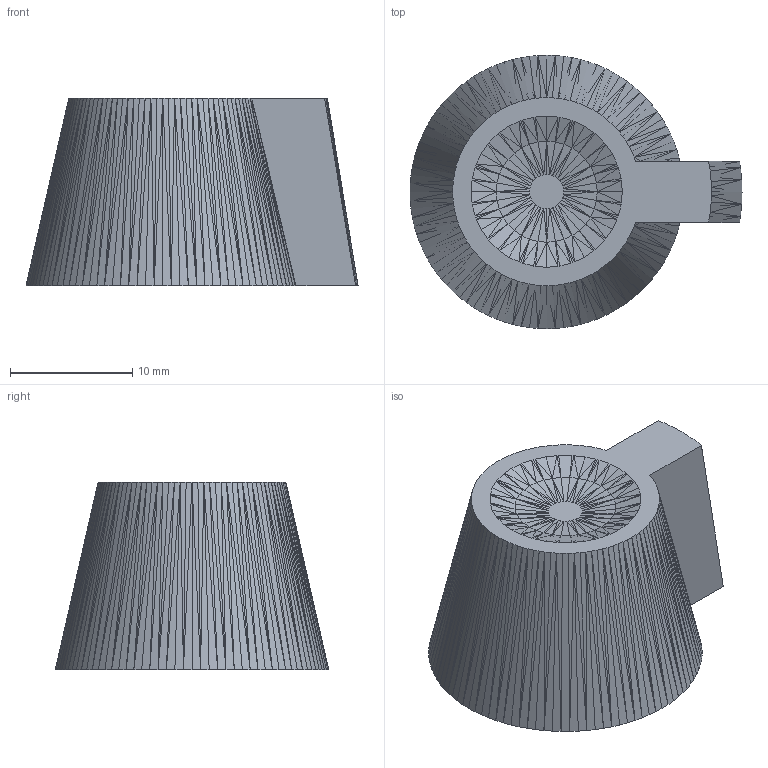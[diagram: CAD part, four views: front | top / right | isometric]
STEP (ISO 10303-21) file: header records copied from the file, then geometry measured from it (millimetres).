
FILE_DESCRIPTION(('FreeCAD Model'),'2;1');
FILE_NAME( 'RotaryKnob.step', '2021-05-31T13:42:54',('Author'),(''), 'Open CASCADE STEP processor 7.3','FreeCAD','Unknown');
FILE_SCHEMA(('AUTOMOTIVE_DESIGN { 1 0 10303 214 1 1 1 1 }'));
Length unit declared in the file: millimetre
Products named in the file (1): Rotary_Knob_6_0mm_default002_(Solid)
Bounding box: 27.2 x 22.4 x 15.4 mm (x, y, z)
Volume: 3577.4 mm3; surface area: 1994.4 mm2
Topology: 1 solids, 1 shells, 416 faces, 804 edges, 392 vertices
Faces by surface type: plane 416
Entity records: 19497 total; most frequent: CARTESIAN_POINT 3949, DIRECTION 2518, LINE 1684, VECTOR 1684, ORIENTED_EDGE 1608, PCURVE 1608, DEFINITIONAL_REPRESENTATION 1608, EDGE_CURVE 804
